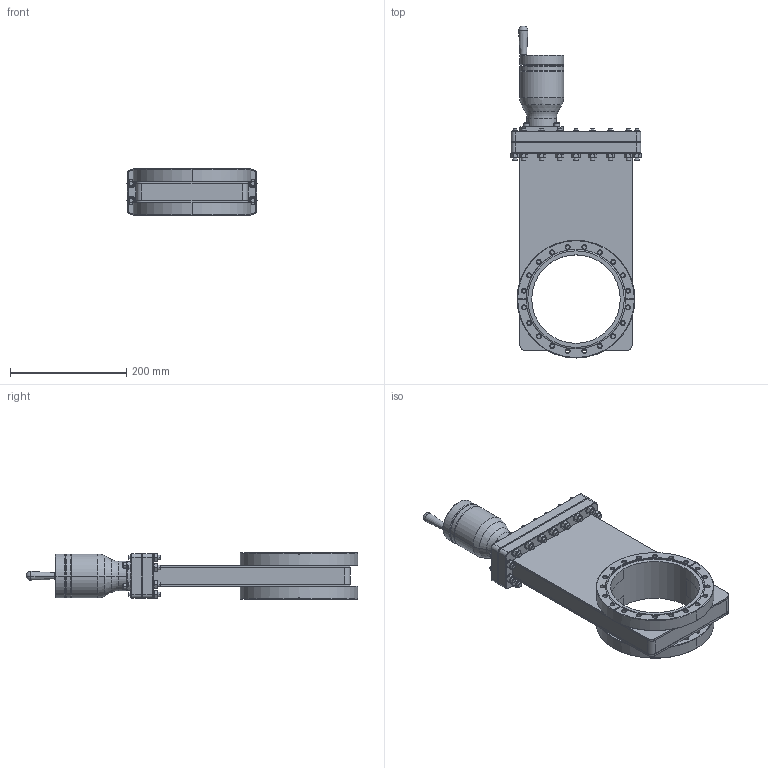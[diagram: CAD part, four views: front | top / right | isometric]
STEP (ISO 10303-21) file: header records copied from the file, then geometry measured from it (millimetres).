
FILE_DESCRIPTION((''),'2;1');
FILE_NAME('11120-0600','2011-01-25T',('jd'),(''),'PRO/ENGINEER BY PARAMETRIC TECHNOLOGY CORPORATION, 2010280','PRO/ENGINEER BY PARAMETRIC TECHNOLOGY CORPORATION, 2010280','');
FILE_SCHEMA(('CONFIG_CONTROL_DESIGN'));
Length unit declared in the file: inch
Products named in the file (1): 11120-0600
Bounding box: 224.01 x 571.3 x 80.39 mm (x, y, z)
Volume: 3409922.8 mm3; surface area: 345331.8 mm2
Topology: 1 solids, 41 shells, 1548 faces, 3564 edges, 2172 vertices
Faces by surface type: plane 834, cone 388, cylinder 320, torus 2, bspline 2, sphere 2
Entity records: 44287 total; most frequent: CARTESIAN_POINT 9390, DIRECTION 7372, ORIENTED_EDGE 6964, EDGE_CURVE 3562, AXIS2_PLACEMENT_3D 2722, VERTEX_POINT 2172, VECTOR 1928, LINE 1928
